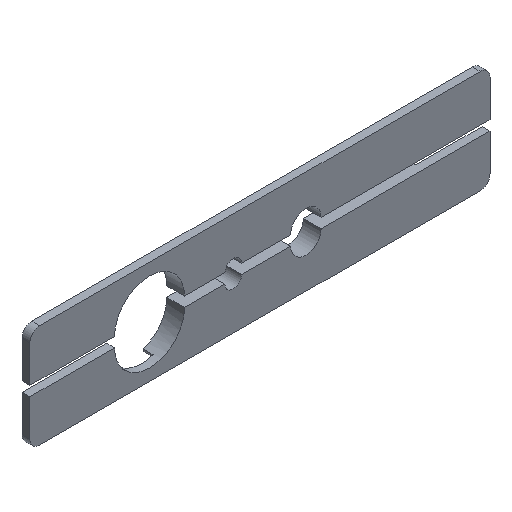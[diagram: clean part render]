
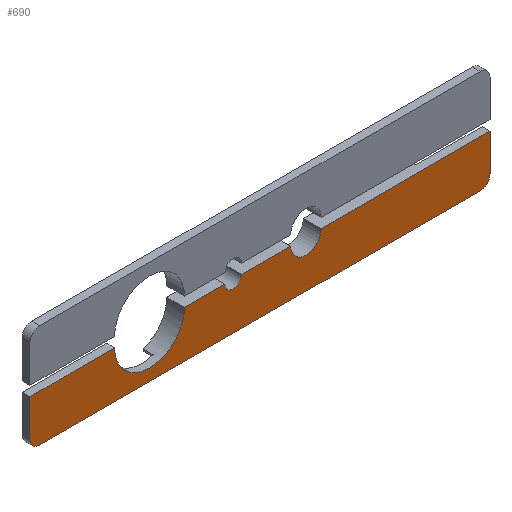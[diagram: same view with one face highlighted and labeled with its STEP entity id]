
A CAD part, isometric view. The second image highlights one B-rep face of the part: STEP entity #690.
In plain terms, the highlighted planar face has unit normal (0, -1, 0).
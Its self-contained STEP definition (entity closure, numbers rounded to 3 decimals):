
#25=PLANE('',#757);
#58=FACE_OUTER_BOUND('',#96,.T.);
#96=EDGE_LOOP('',(#517,#518,#519,#520,#521,#522,#523,#524,#525,#526,#527,
#528));
#131=LINE('',#1046,#201);
#133=LINE('',#1049,#203);
#134=LINE('',#1051,#204);
#138=LINE('',#1058,#208);
#142=LINE('',#1070,#212);
#150=LINE('',#1110,#220);
#151=LINE('',#1111,#221);
#201=VECTOR('',#830,1000.);
#203=VECTOR('',#834,1000.);
#204=VECTOR('',#837,1000.);
#208=VECTOR('',#843,1000.);
#212=VECTOR('',#855,1000.);
#220=VECTOR('',#883,1000.);
#221=VECTOR('',#884,1000.);
#262=CIRCLE('',#732,4.2);
#264=CIRCLE('',#735,7.75);
#266=CIRCLE('',#738,17.75);
#268=CIRCLE('',#745,5.);
#274=CIRCLE('',#755,5.);
#293=VERTEX_POINT('',#1005);
#294=VERTEX_POINT('',#1007);
#297=VERTEX_POINT('',#1014);
#298=VERTEX_POINT('',#1016);
#301=VERTEX_POINT('',#1023);
#302=VERTEX_POINT('',#1025);
#305=VERTEX_POINT('',#1038);
#310=VERTEX_POINT('',#1056);
#311=VERTEX_POINT('',#1060);
#312=VERTEX_POINT('',#1061);
#321=VERTEX_POINT('',#1101);
#322=VERTEX_POINT('',#1102);
#361=EDGE_CURVE('',#294,#293,#262,.T.);
#365=EDGE_CURVE('',#298,#297,#264,.T.);
#369=EDGE_CURVE('',#302,#301,#266,.T.);
#377=EDGE_CURVE('',#305,#298,#131,.T.);
#379=EDGE_CURVE('',#297,#294,#133,.T.);
#380=EDGE_CURVE('',#293,#302,#134,.T.);
#384=EDGE_CURVE('',#301,#310,#138,.T.);
#385=EDGE_CURVE('',#311,#312,#268,.T.);
#390=EDGE_CURVE('',#310,#311,#142,.T.);
#400=EDGE_CURVE('',#321,#322,#274,.T.);
#404=EDGE_CURVE('',#322,#305,#150,.T.);
#405=EDGE_CURVE('',#321,#312,#151,.T.);
#517=ORIENTED_EDGE('',*,*,#404,.T.);
#518=ORIENTED_EDGE('',*,*,#377,.T.);
#519=ORIENTED_EDGE('',*,*,#365,.T.);
#520=ORIENTED_EDGE('',*,*,#379,.T.);
#521=ORIENTED_EDGE('',*,*,#361,.T.);
#522=ORIENTED_EDGE('',*,*,#380,.T.);
#523=ORIENTED_EDGE('',*,*,#369,.T.);
#524=ORIENTED_EDGE('',*,*,#384,.T.);
#525=ORIENTED_EDGE('',*,*,#390,.T.);
#526=ORIENTED_EDGE('',*,*,#385,.T.);
#527=ORIENTED_EDGE('',*,*,#405,.F.);
#528=ORIENTED_EDGE('',*,*,#400,.T.);
#690=ADVANCED_FACE('',(#58),#25,.F.);
#732=AXIS2_PLACEMENT_3D('',#1008,#803,#804);
#735=AXIS2_PLACEMENT_3D('',#1017,#811,#812);
#738=AXIS2_PLACEMENT_3D('',#1026,#819,#820);
#745=AXIS2_PLACEMENT_3D('',#1062,#846,#847);
#755=AXIS2_PLACEMENT_3D('',#1103,#875,#876);
#757=AXIS2_PLACEMENT_3D('',#1109,#881,#882);
#803=DIRECTION('center_axis',(0.,1.,0.));
#804=DIRECTION('ref_axis',(0.,0.,1.));
#811=DIRECTION('center_axis',(0.,1.,0.));
#812=DIRECTION('ref_axis',(0.,0.,1.));
#819=DIRECTION('center_axis',(0.,1.,0.));
#820=DIRECTION('ref_axis',(0.,0.,1.));
#830=DIRECTION('',(-1.,0.,0.));
#834=DIRECTION('',(-1.,0.,0.));
#837=DIRECTION('',(-1.,0.,0.));
#843=DIRECTION('',(-1.,0.,0.));
#846=DIRECTION('center_axis',(0.,-1.,0.));
#847=DIRECTION('ref_axis',(0.,0.,1.));
#855=DIRECTION('',(0.,0.,-1.));
#875=DIRECTION('center_axis',(0.,-1.,0.));
#876=DIRECTION('ref_axis',(0.,0.,1.));
#881=DIRECTION('center_axis',(0.,1.,0.));
#882=DIRECTION('ref_axis',(0.,0.,1.));
#883=DIRECTION('',(0.,0.,1.));
#884=DIRECTION('',(-1.,0.,0.));
#1005=CARTESIAN_POINT('',(-88.204,-4.,0.));
#1007=CARTESIAN_POINT('',(-79.804,-4.,0.));
#1008=CARTESIAN_POINT('Origin',(-84.004,-4.,0.001));
#1014=CARTESIAN_POINT('',(-54.869,-4.,0.));
#1016=CARTESIAN_POINT('',(-39.369,-4.,0.));
#1017=CARTESIAN_POINT('Origin',(-47.119,-4.,0.001));
#1023=CARTESIAN_POINT('',(-144.293,-4.,0.));
#1025=CARTESIAN_POINT('',(-108.793,-4.,0.));
#1026=CARTESIAN_POINT('Origin',(-126.543,-4.,0.001));
#1038=CARTESIAN_POINT('',(46.457,-4.,0.));
#1046=CARTESIAN_POINT('',(0.,-4.,0.));
#1049=CARTESIAN_POINT('',(0.,-4.,0.));
#1051=CARTESIAN_POINT('',(0.,-4.,0.));
#1056=CARTESIAN_POINT('',(-187.352,-4.,0.));
#1058=CARTESIAN_POINT('',(0.,-4.,0.));
#1060=CARTESIAN_POINT('',(-187.352,-4.,-18.75));
#1061=CARTESIAN_POINT('',(-182.352,-4.,-23.75));
#1062=CARTESIAN_POINT('Origin',(-182.352,-4.,-18.75));
#1070=CARTESIAN_POINT('',(-187.352,-4.,-23.75));
#1101=CARTESIAN_POINT('',(41.457,-4.,-23.75));
#1102=CARTESIAN_POINT('',(46.457,-4.,-18.75));
#1103=CARTESIAN_POINT('Origin',(41.457,-4.,-18.75));
#1109=CARTESIAN_POINT('Origin',(0.,-4.,0.));
#1110=CARTESIAN_POINT('',(46.457,-4.,0.));
#1111=CARTESIAN_POINT('',(160.743,-4.,-23.75));
